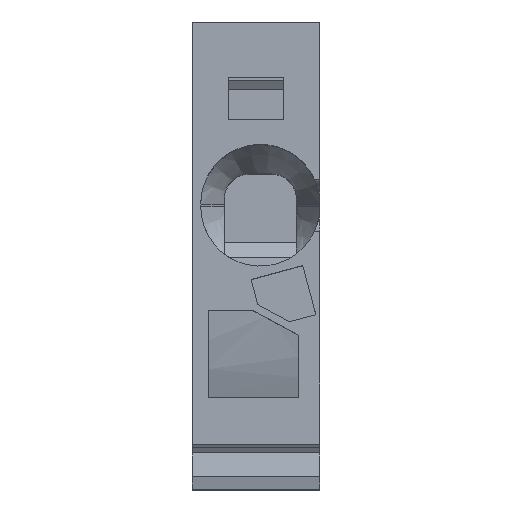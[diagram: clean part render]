
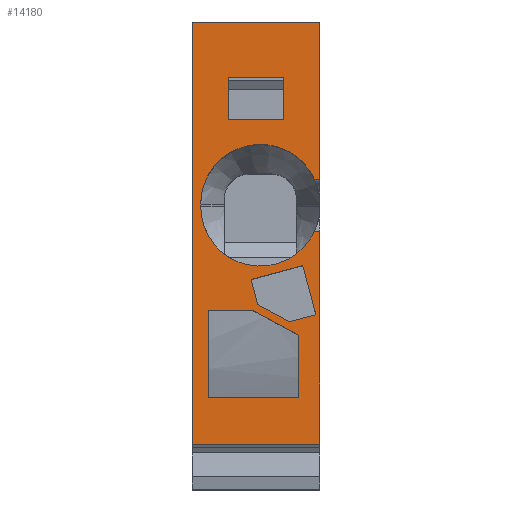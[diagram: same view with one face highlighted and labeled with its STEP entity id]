
A CAD part, top view. The second image highlights one B-rep face of the part: STEP entity #14180.
In plain terms, the highlighted face is planar.
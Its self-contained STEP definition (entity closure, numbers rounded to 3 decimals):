
#4060=CARTESIAN_POINT('',(44.558,0.365,
0.));
#4070=VERTEX_POINT('',#4060);
#4100=CARTESIAN_POINT('',(0.,-5.106,
0.));
#4110=DIRECTION('',(0.993,0.122,
0.));
#4120=VECTOR('',#4110,1.);
#4130=LINE('',#4100,#4120);
#4140=CARTESIAN_POINT('',(36.05,-0.679,
0.));
#4150=VERTEX_POINT('',#4140);
#4160=EDGE_CURVE('',#4150,#4070,#4130,.T.);
#4560=CARTESIAN_POINT('',(33.966,-0.935,
0.));
#4570=VERTEX_POINT('',#4560);
#4600=CARTESIAN_POINT('',(27.688,-1.706,
0.));
#4610=VERTEX_POINT('',#4600);
#4620=EDGE_CURVE('',#4610,#4570,#4130,.T.);
#5730=CARTESIAN_POINT('',(27.688,-1.706,
-5.15));
#5740=VERTEX_POINT('',#5730);
#5770=CARTESIAN_POINT('',(0.,-5.106,
-5.15));
#5780=DIRECTION('',(0.993,0.122,
0.));
#5790=VECTOR('',#5780,1.);
#5800=LINE('',#5770,#5790);
#5810=CARTESIAN_POINT('',(44.558,0.365,
-5.15));
#5820=VERTEX_POINT('',#5810);
#5830=EDGE_CURVE('',#5740,#5820,#5800,.T.);
#11470=CARTESIAN_POINT('',(31.584,-1.228,
-3.7));
#11480=VERTEX_POINT('',#11470);
#11600=CARTESIAN_POINT('',(31.584,-1.228,
-1.45));
#11610=VERTEX_POINT('',#11600);
#11640=CARTESIAN_POINT('',(31.584,-1.228,
0.));
#11650=DIRECTION('',(0.,0.,-1.));
#11660=VECTOR('',#11650,1.);
#11670=LINE('',#11640,#11660);
#11680=EDGE_CURVE('',#11610,#11480,#11670,.T.);
#11890=CARTESIAN_POINT('',(29.897,-1.435,
-3.7));
#11900=VERTEX_POINT('',#11890);
#11950=CARTESIAN_POINT('',(0.,-5.106,
-3.7));
#11960=DIRECTION('',(0.993,0.122,
0.));
#11970=VECTOR('',#11960,1.);
#11980=LINE('',#11950,#11970);
#11990=EDGE_CURVE('',#11900,#11480,#11980,.T.);
#12160=CARTESIAN_POINT('',(29.897,-1.435,
0.));
#12170=DIRECTION('',(0.,0.,1.));
#12180=VECTOR('',#12170,1.);
#12190=LINE('',#12160,#12180);
#12200=CARTESIAN_POINT('',(29.897,-1.435,
-1.45));
#12210=VERTEX_POINT('',#12200);
#12220=EDGE_CURVE('',#11900,#12210,#12190,.T.);
#12500=CARTESIAN_POINT('',(0.,-5.106,
-1.45));
#12510=DIRECTION('',(-0.993,-0.122,
0.));
#12520=VECTOR('',#12510,1.);
#12530=LINE('',#12500,#12520);
#12540=EDGE_CURVE('',#11610,#12210,#12530,.T.);
#12660=CARTESIAN_POINT('',(42.575,0.122,
0.1));
#12670=DIRECTION('',(-0.122,0.993,
0.));
#12680=DIRECTION('',(0.993,0.122,
0.));
#12690=AXIS2_PLACEMENT_3D('',#12660,#12670,#12680);
#12700=PLANE('',#12690);
#12710=CARTESIAN_POINT('',(0.,-5.106,
-13.024));
#12720=DIRECTION('',(-0.959,-0.118,
-0.259));
#12730=VECTOR('',#12720,1.);
#12740=LINE('',#12710,#12730);
#12750=CARTESIAN_POINT('',(38.972,-0.321,
-2.503));
#12760=VERTEX_POINT('',#12750);
#12770=CARTESIAN_POINT('',(37.971,-0.444,
-2.773));
#12780=VERTEX_POINT('',#12770);
#12790=EDGE_CURVE('',#12760,#12780,#12740,.T.);
#12800=ORIENTED_EDGE('',*,*,#12790,.T.);
#12810=CARTESIAN_POINT('',(40.315,-0.156,
0.));
#12820=DIRECTION('',(-0.472,-0.058,
-0.88));
#12830=VECTOR('',#12820,1.);
#12840=LINE('',#12810,#12830);
#12850=CARTESIAN_POINT('',(39.663,-0.236,
-1.214));
#12860=VERTEX_POINT('',#12850);
#12870=EDGE_CURVE('',#12860,#12760,#12840,.T.);
#12880=ORIENTED_EDGE('',*,*,#12870,.T.);
#12890=CARTESIAN_POINT('',(39.34,-0.276,
0.));
#12900=DIRECTION('',(0.257,0.032,
-0.966));
#12910=VECTOR('',#12900,1.);
#12920=LINE('',#12890,#12910);
#12930=CARTESIAN_POINT('',(39.384,-0.27,
-0.166));
#12940=VERTEX_POINT('',#12930);
#12950=EDGE_CURVE('',#12940,#12860,#12920,.T.);
#12960=ORIENTED_EDGE('',*,*,#12950,.T.);
#12970=CARTESIAN_POINT('',(0.,-5.106,
-10.798));
#12980=DIRECTION('',(0.959,0.118,
0.259));
#12990=VECTOR('',#12980,1.);
#13000=LINE('',#12970,#12990);
#13010=CARTESIAN_POINT('',(37.419,-0.511,
-0.696));
#13020=VERTEX_POINT('',#13010);
#13030=EDGE_CURVE('',#13020,#12940,#13000,.T.);
#13040=ORIENTED_EDGE('',*,*,#13030,.T.);
#13050=CARTESIAN_POINT('',(37.234,-0.534,
0.));
#13060=DIRECTION('',(0.257,0.032,
-0.966));
#13070=VECTOR('',#13060,1.);
#13080=LINE('',#13050,#13070);
#13090=EDGE_CURVE('',#13020,#12780,#13080,.T.);
#13100=ORIENTED_EDGE('',*,*,#13090,.F.);
#13110=EDGE_LOOP('',(#13100,#13040,#12960,#12880,#12800));
#13120=FACE_BOUND('',#13110,.T.);
#13130=CARTESIAN_POINT('',(42.676,0.134,
0.));
#13140=DIRECTION('',(0.,0.,-1.));
#13150=VECTOR('',#13140,1.);
#13160=LINE('',#13130,#13150);
#13170=CARTESIAN_POINT('',(42.676,0.134,
-0.85));
#13180=VERTEX_POINT('',#13170);
#13190=CARTESIAN_POINT('',(42.676,0.134,
-4.5));
#13200=VERTEX_POINT('',#13190);
#13210=EDGE_CURVE('',#13180,#13200,#13160,.T.);
#13220=ORIENTED_EDGE('',*,*,#13210,.T.);
#13230=CARTESIAN_POINT('',(0.,-5.106,
-0.85));
#13240=DIRECTION('',(0.993,0.122,
0.));
#13250=VECTOR('',#13240,1.);
#13260=LINE('',#13230,#13250);
#13270=CARTESIAN_POINT('',(40.197,-0.17,
-0.85));
#13280=VERTEX_POINT('',#13270);
#13290=EDGE_CURVE('',#13280,#13180,#13260,.T.);
#13300=ORIENTED_EDGE('',*,*,#13290,.T.);
#13310=CARTESIAN_POINT('',(40.653,-0.114,
0.));
#13320=DIRECTION('',(0.472,0.058,
0.88));
#13330=VECTOR('',#13320,1.);
#13340=LINE('',#13310,#13330);
#13350=CARTESIAN_POINT('',(39.202,-0.292,
-2.704));
#13360=VERTEX_POINT('',#13350);
#13370=EDGE_CURVE('',#13360,#13280,#13340,.T.);
#13380=ORIENTED_EDGE('',*,*,#13370,.T.);
#13390=CARTESIAN_POINT('',(39.202,-0.292,
0.));
#13400=DIRECTION('',(0.,0.,-1.));
#13410=VECTOR('',#13400,1.);
#13420=LINE('',#13390,#13410);
#13430=CARTESIAN_POINT('',(39.202,-0.292,
-4.5));
#13440=VERTEX_POINT('',#13430);
#13450=EDGE_CURVE('',#13360,#13440,#13420,.T.);
#13460=ORIENTED_EDGE('',*,*,#13450,.F.);
#13470=CARTESIAN_POINT('',(0.,-5.106,
-4.5));
#13480=DIRECTION('',(-0.993,-0.122,
0.));
#13490=VECTOR('',#13480,1.);
#13500=LINE('',#13470,#13490);
#13510=EDGE_CURVE('',#13200,#13440,#13500,.T.);
#13520=ORIENTED_EDGE('',*,*,#13510,.T.);
#13530=EDGE_LOOP('',(#13520,#13460,#13380,#13300,#13220));
#13540=FACE_BOUND('',#13530,.T.);
#13550=ORIENTED_EDGE('',*,*,#11680,.T.);
#13560=ORIENTED_EDGE('',*,*,#12540,.F.);
#13570=ORIENTED_EDGE('',*,*,#12220,.T.);
#13580=ORIENTED_EDGE('',*,*,#11990,.F.);
#13590=EDGE_LOOP('',(#13580,#13570,#13560,#13550));
#13600=FACE_BOUND('',#13590,.T.);
#13610=ORIENTED_EDGE('',*,*,#4620,.F.);
#13620=CARTESIAN_POINT('',(33.966,-0.935,
0.));
#13630=DIRECTION('',(0.,0.,-1.));
#13640=VECTOR('',#13630,1.);
#13650=LINE('',#13620,#13640);
#13660=CARTESIAN_POINT('',(33.966,-0.935,
-0.218));
#13670=VERTEX_POINT('',#13660);
#13680=EDGE_CURVE('',#4570,#13670,#13650,.T.);
#13690=ORIENTED_EDGE('',*,*,#13680,.F.);
#13700=CARTESIAN_POINT('',(34.959,-0.814,
-2.4));
#13710=DIRECTION('',(0.122,-0.993,
0.));
#13720=DIRECTION('',(-0.993,-0.122,
0.));
#13730=AXIS2_PLACEMENT_3D('',#13700,#13710,#13720);
#13740=CIRCLE('',#13730,2.4);
#13750=CARTESIAN_POINT('',(34.959,-0.814,
-4.8));
#13760=VERTEX_POINT('',#13750);
#13770=EDGE_CURVE('',#13670,#13760,#13740,.T.);
#13780=ORIENTED_EDGE('',*,*,#13770,.F.);
#13790=CARTESIAN_POINT('',(0.,-5.106,
-4.8));
#13800=DIRECTION('',(0.993,0.122,
0.));
#13810=VECTOR('',#13800,1.);
#13820=LINE('',#13790,#13810);
#13830=CARTESIAN_POINT('',(35.058,-0.801,
-4.8));
#13840=VERTEX_POINT('',#13830);
#13850=EDGE_CURVE('',#13760,#13840,#13820,.T.);
#13860=ORIENTED_EDGE('',*,*,#13850,.F.);
#13870=CARTESIAN_POINT('',(35.058,-0.801,
-2.4));
#13880=DIRECTION('',(-0.122,0.993,
0.));
#13890=DIRECTION('',(-0.993,-0.122,
0.));
#13900=AXIS2_PLACEMENT_3D('',#13870,#13880,#13890);
#13910=CIRCLE('',#13900,2.4);
#13920=CARTESIAN_POINT('',(36.05,-0.679,
-0.218));
#13930=VERTEX_POINT('',#13920);
#13940=EDGE_CURVE('',#13930,#13840,#13910,.T.);
#13950=ORIENTED_EDGE('',*,*,#13940,.T.);
#13960=CARTESIAN_POINT('',(36.05,-0.679,
0.));
#13970=DIRECTION('',(0.,0.,-1.));
#13980=VECTOR('',#13970,1.);
#13990=LINE('',#13960,#13980);
#14000=EDGE_CURVE('',#4150,#13930,#13990,.T.);
#14010=ORIENTED_EDGE('',*,*,#14000,.T.);
#14020=ORIENTED_EDGE('',*,*,#4160,.F.);
#14030=CARTESIAN_POINT('',(44.558,0.365,
0.));
#14040=DIRECTION('',(0.,0.,-1.));
#14050=VECTOR('',#14040,1.);
#14060=LINE('',#14030,#14050);
#14070=EDGE_CURVE('',#4070,#5820,#14060,.T.);
#14080=ORIENTED_EDGE('',*,*,#14070,.F.);
#14090=ORIENTED_EDGE('',*,*,#5830,.T.);
#14100=CARTESIAN_POINT('',(27.688,-1.706,
0.));
#14110=DIRECTION('',(0.,0.,1.));
#14120=VECTOR('',#14110,1.);
#14130=LINE('',#14100,#14120);
#14140=EDGE_CURVE('',#5740,#4610,#14130,.T.);
#14150=ORIENTED_EDGE('',*,*,#14140,.F.);
#14160=EDGE_LOOP('',(#14150,#14090,#14080,#14020,#14010,#13950,#13860,
#13780,#13690,#13610));
#14170=FACE_OUTER_BOUND('',#14160,.T.);
#14180=ADVANCED_FACE('',(#13120,#13540,#13600,#14170),#12700,.F.);
